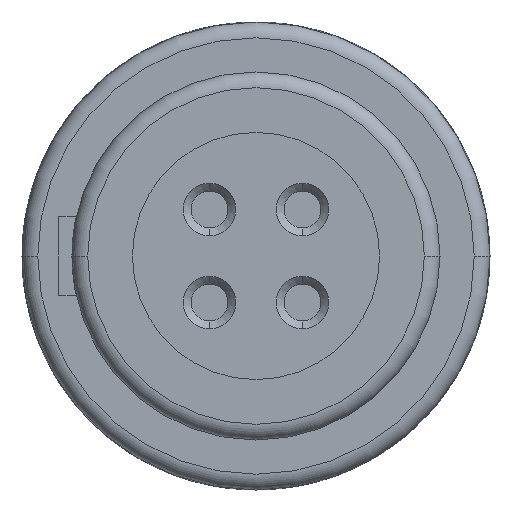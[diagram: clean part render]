
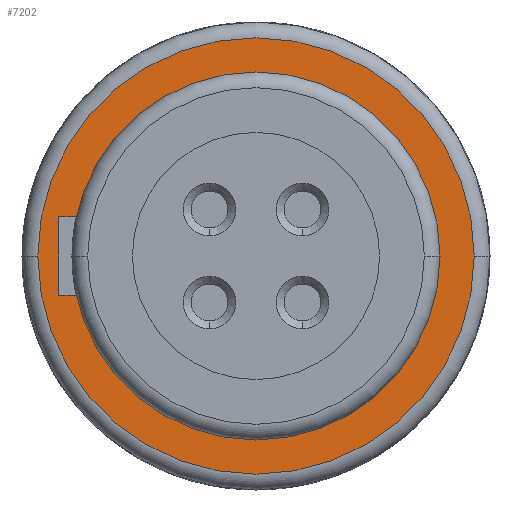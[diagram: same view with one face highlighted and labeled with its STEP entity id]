
A CAD part, left-side view. The second image highlights one B-rep face of the part: STEP entity #7202.
In plain terms, the highlighted planar face has unit normal (-1, 0, 0).
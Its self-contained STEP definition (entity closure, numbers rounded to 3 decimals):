
#3493=CARTESIAN_POINT('',(-1.9,0.,0.));
#3494=DIRECTION('',(-1.,0.,0.));
#3495=DIRECTION('',(0.,1.,0.));
#3496=AXIS2_PLACEMENT_3D('',#3493,#3494,#3495);
#3536=CARTESIAN_POINT('',(-1.9,0.,0.));
#3537=DIRECTION('',(1.,0.,0.));
#3538=DIRECTION('',(0.,1.,0.));
#3539=AXIS2_PLACEMENT_3D('',#3536,#3537,#3538);
#3563=CARTESIAN_POINT('',(-1.9,0.,0.));
#3564=DIRECTION('',(-1.,0.,0.));
#3565=DIRECTION('',(0.,-1.,0.));
#3566=AXIS2_PLACEMENT_3D('',#3563,#3564,#3565);
#3568=CARTESIAN_POINT('',(-1.9,0.,0.));
#3569=DIRECTION('',(-1.,0.,0.));
#3570=DIRECTION('',(0.,1.,0.));
#3571=AXIS2_PLACEMENT_3D('',#3568,#3569,#3570);
#3812=CARTESIAN_POINT('',(-1.9,3.5,0.));
#3813=CARTESIAN_POINT('',(-1.9,-3.5,0.));
#3814=VERTEX_POINT('',#3812);
#3815=VERTEX_POINT('',#3813);
#3852=CARTESIAN_POINT('',(-1.9,-4.15,0.));
#3853=CARTESIAN_POINT('',(-1.9,4.15,0.));
#3854=VERTEX_POINT('',#3852);
#3855=VERTEX_POINT('',#3853);
#7187=CARTESIAN_POINT('',(-1.9,0.,0.));
#7188=DIRECTION('',(1.,0.,0.));
#7189=DIRECTION('',(0.,-1.,0.));
#7190=AXIS2_PLACEMENT_3D('',#7187,#7188,#7189);
#7191=PLANE('',#7190);
#7193=ORIENTED_EDGE('',*,*,#7192,.F.);
#7195=ORIENTED_EDGE('',*,*,#7194,.F.);
#7196=EDGE_LOOP('',(#7193,#7195));
#7197=FACE_OUTER_BOUND('',#7196,.F.);
#7198=ORIENTED_EDGE('',*,*,#7166,.F.);
#7199=ORIENTED_EDGE('',*,*,#7088,.T.);
#7200=EDGE_LOOP('',(#7198,#7199));
#7201=FACE_BOUND('',#7200,.F.);
#7202=ADVANCED_FACE('',(#7197,#7201),#7191,.F.);
#3497=CIRCLE('',#3496,3.5);
#3540=CIRCLE('',#3539,3.5);
#3567=CIRCLE('',#3566,4.15);
#3572=CIRCLE('',#3571,4.15);
#7088=EDGE_CURVE('',#3814,#3815,#3497,.T.);
#7166=EDGE_CURVE('',#3814,#3815,#3540,.T.);
#7192=EDGE_CURVE('',#3854,#3855,#3567,.T.);
#7194=EDGE_CURVE('',#3855,#3854,#3572,.T.);
